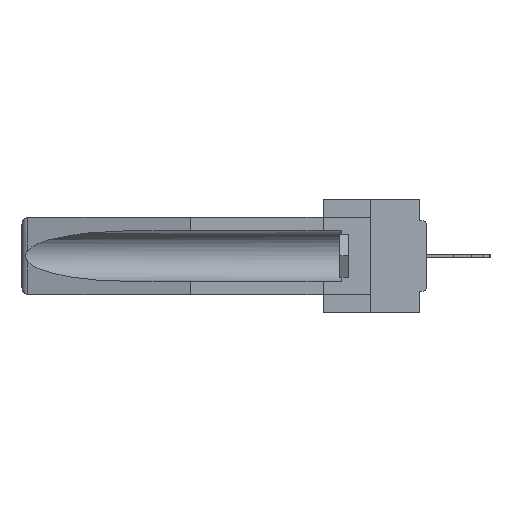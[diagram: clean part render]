
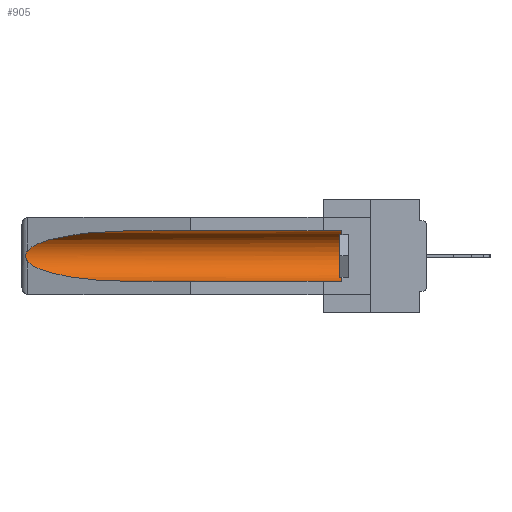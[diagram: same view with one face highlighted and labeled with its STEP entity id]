
A CAD part, left-side view. The second image highlights one B-rep face of the part: STEP entity #905.
In plain terms, the highlighted cylindrical face has radius 2.857 mm (diameter 5.715 mm), a partial arc.
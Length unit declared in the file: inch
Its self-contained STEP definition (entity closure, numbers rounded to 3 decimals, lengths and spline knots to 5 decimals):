
#717 = ORIENTED_EDGE ( 'NONE', *, *, #25030, .T. ) ;
#756 = CARTESIAN_POINT ( 'NONE',  ( 0.155, 1.07973, -0.284 ) ) ;
#905 = ADVANCED_FACE ( 'NONE', ( #14417 ), #29122, .F. ) ;
#1622 = CARTESIAN_POINT ( 'NONE',  ( 0.155, -0.30754, -0.059 ) ) ;
#2673 = DIRECTION ( 'NONE',  ( 0., 0., 1. ) ) ;
#2780 = LINE ( 'NONE', #9460, #13430 ) ;
#3679 = CARTESIAN_POINT ( 'NONE',  ( 0.26537, 1.52718, -0.14972 ) ) ;
#4626 = VECTOR ( 'NONE', #6695, 39.37008 ) ;
#6179 = CARTESIAN_POINT ( 'NONE',  ( 0.26537, 1.52718, -0.19328 ) ) ;
#6648 = CARTESIAN_POINT ( 'NONE',  ( 0.2673, 1.53269, -0.17917 ) ) ;
#6695 = DIRECTION ( 'NONE',  ( 0., 1., 0. ) ) ;
#7077 = CARTESIAN_POINT ( 'NONE',  ( 0.26537, 1.52718, -0.14972 ) ) ;
#7752 = ORIENTED_EDGE ( 'NONE', *, *, #29876, .T. ) ;
#8205 = CARTESIAN_POINT ( 'NONE',  ( 0.25451, 1.48313, -0.24835 ) ) ;
#8713 = CARTESIAN_POINT ( 'NONE',  ( 0.2673, 1.5327, -0.16383 ) ) ;
#9460 = CARTESIAN_POINT ( 'NONE',  ( 0.155, -0.30754, -0.284 ) ) ;
#9483 = CARTESIAN_POINT ( 'NONE',  ( 0.155, 1.07973, -0.059 ) ) ;
#9630 = CARTESIAN_POINT ( 'NONE',  ( 0.25451, 1.48313, -0.09465 ) ) ;
#9657 = CARTESIAN_POINT ( 'NONE',  ( 0.155, -0.30754, -0.1715 ) ) ;
#11100 = CARTESIAN_POINT ( 'NONE',  ( 0.2675, 1.53308, -0.17534 ) ) ;
#12160 = B_SPLINE_CURVE_WITH_KNOTS ( 'NONE', 3,
 ( #22683, #19824, #13324, #8713, #30267, #11100, #6648, #25673, #16341, #6179 ),
 .UNSPECIFIED., .F., .F.,
 ( 4, 2, 2, 2, 4 ),
 ( 0., 0.00029, 0.00058, 0.00087, 0.00117 ),
 .UNSPECIFIED. ) ;
#12202 =( BOUNDED_CURVE ( )  B_SPLINE_CURVE ( 3, ( #12825, #8205, #14887, #756 ),
 .UNSPECIFIED., .F., .F. ) 
 B_SPLINE_CURVE_WITH_KNOTS ( ( 4, 4 ),
 ( 0.1948, 1.5708 ),
 .UNSPECIFIED. ) 
 CURVE ( )  GEOMETRIC_REPRESENTATION_ITEM ( )  RATIONAL_B_SPLINE_CURVE ( ( 1., 0.848, 0.848, 1. ) ) 
 REPRESENTATION_ITEM ( '' )  );
#12413 = ORIENTED_EDGE ( 'NONE', *, *, #20263, .T. ) ;
#12452 = DIRECTION ( 'NONE',  ( 0., 1., 0. ) ) ;
#12542 = VERTEX_POINT ( 'NONE', #30469 ) ;
#12825 = CARTESIAN_POINT ( 'NONE',  ( 0.26537, 1.52718, -0.19328 ) ) ;
#13324 = CARTESIAN_POINT ( 'NONE',  ( 0.26654, 1.53092, -0.15636 ) ) ;
#13430 = VECTOR ( 'NONE', #12452, 39.37008 ) ;
#14022 = DIRECTION ( 'NONE',  ( 0., -1., 0. ) ) ;
#14417 = FACE_OUTER_BOUND ( 'NONE', #15333, .T. ) ;
#14440 =( BOUNDED_CURVE ( )  B_SPLINE_CURVE ( 3, ( #9483, #28781, #9630, #7077 ),
 .UNSPECIFIED., .F., .F. ) 
 B_SPLINE_CURVE_WITH_KNOTS ( ( 4, 4 ),
 ( 4.71239, 6.08839 ),
 .UNSPECIFIED. ) 
 CURVE ( )  GEOMETRIC_REPRESENTATION_ITEM ( )  RATIONAL_B_SPLINE_CURVE ( ( 1., 0.848, 0.848, 1. ) ) 
 REPRESENTATION_ITEM ( '' )  );
#14887 = CARTESIAN_POINT ( 'NONE',  ( 0.21114, 1.30732, -0.284 ) ) ;
#15333 = EDGE_LOOP ( 'NONE', ( #717, #24015, #7752, #16599, #30827, #12413 ) ) ;
#15398 = EDGE_CURVE ( 'NONE', #12542, #19189, #2780, .T. ) ;
#16129 = VERTEX_POINT ( 'NONE', #3679 ) ;
#16341 = CARTESIAN_POINT ( 'NONE',  ( 0.26597, 1.5296, -0.19026 ) ) ;
#16599 = ORIENTED_EDGE ( 'NONE', *, *, #15398, .F. ) ;
#16760 = VERTEX_POINT ( 'NONE', #26279 ) ;
#16954 = CARTESIAN_POINT ( 'NONE',  ( 0.155, 1.07973, -0.284 ) ) ;
#18418 = LINE ( 'NONE', #1622, #4626 ) ;
#18973 = VERTEX_POINT ( 'NONE', #29513 ) ;
#19189 = VERTEX_POINT ( 'NONE', #16954 ) ;
#19273 = AXIS2_PLACEMENT_3D ( 'NONE', #9657, #19319, #2673 ) ;
#19319 = DIRECTION ( 'NONE',  ( 0., 1., 0. ) ) ;
#19824 = CARTESIAN_POINT ( 'NONE',  ( 0.26597, 1.52961, -0.15275 ) ) ;
#20263 = EDGE_CURVE ( 'NONE', #26481, #18973, #18418, .T. ) ;
#20806 = DIRECTION ( 'NONE',  ( 0., 0., 1. ) ) ;
#21043 = CIRCLE ( 'NONE', #27615, 0.1125 ) ;
#22683 = CARTESIAN_POINT ( 'NONE',  ( 0.26537, 1.52718, -0.14972 ) ) ;
#23816 = CARTESIAN_POINT ( 'NONE',  ( 0.155, 0.126, -0.1715 ) ) ;
#24015 = ORIENTED_EDGE ( 'NONE', *, *, #28455, .T. ) ;
#25030 = EDGE_CURVE ( 'NONE', #18973, #16129, #14440, .T. ) ;
#25673 = CARTESIAN_POINT ( 'NONE',  ( 0.26655, 1.53094, -0.18657 ) ) ;
#26279 = CARTESIAN_POINT ( 'NONE',  ( 0.26537, 1.52718, -0.19328 ) ) ;
#26481 = VERTEX_POINT ( 'NONE', #30515 ) ;
#27615 = AXIS2_PLACEMENT_3D ( 'NONE', #23816, #14022, #20806 ) ;
#28455 = EDGE_CURVE ( 'NONE', #16129, #16760, #12160, .T. ) ;
#28781 = CARTESIAN_POINT ( 'NONE',  ( 0.21114, 1.30732, -0.059 ) ) ;
#29122 = CYLINDRICAL_SURFACE ( 'NONE', #19273, 0.1125 ) ;
#29250 = EDGE_CURVE ( 'NONE', #12542, #26481, #21043, .T. ) ;
#29513 = CARTESIAN_POINT ( 'NONE',  ( 0.155, 1.07973, -0.059 ) ) ;
#29876 = EDGE_CURVE ( 'NONE', #16760, #19189, #12202, .T. ) ;
#30267 = CARTESIAN_POINT ( 'NONE',  ( 0.2675, 1.53308, -0.16763 ) ) ;
#30469 = CARTESIAN_POINT ( 'NONE',  ( 0.155, 0.126, -0.284 ) ) ;
#30515 = CARTESIAN_POINT ( 'NONE',  ( 0.155, 0.126, -0.059 ) ) ;
#30827 = ORIENTED_EDGE ( 'NONE', *, *, #29250, .T. ) ;
